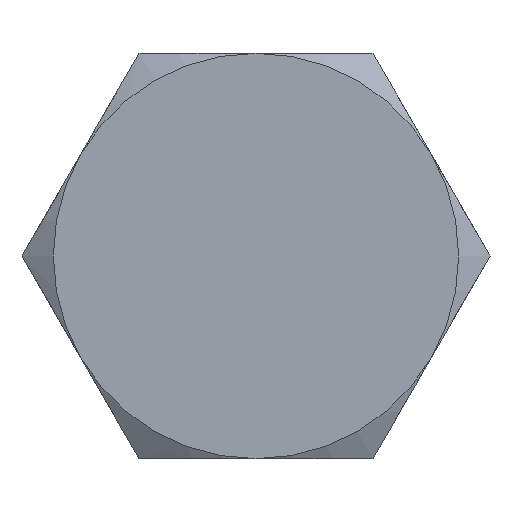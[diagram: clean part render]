
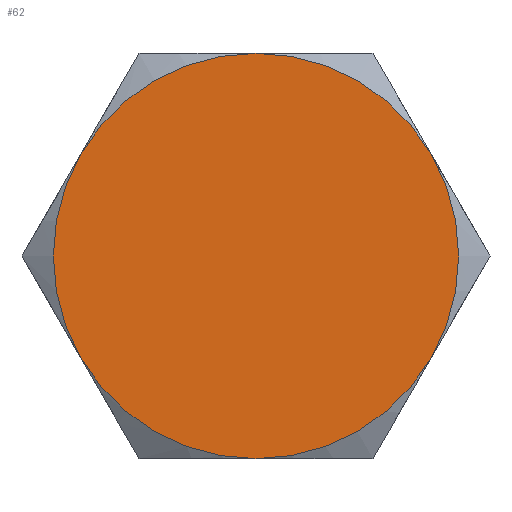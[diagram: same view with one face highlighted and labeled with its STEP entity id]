
A CAD part, left-side view. The second image highlights one B-rep face of the part: STEP entity #62.
In plain terms, the highlighted planar face has unit normal (-1, 0, 0).
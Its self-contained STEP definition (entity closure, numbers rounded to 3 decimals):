
#1=CARTESIAN_POINT('POINT1',(-10.,-12.99,
   -7.5));
#2=VERTEX_POINT('VERTEX1',#1);
#3=CARTESIAN_POINT('POINT2',(-10.,-12.99,
   7.5));
#4=VERTEX_POINT('VERTEX2',#3);
#5=CARTESIAN_POINT('POS1',(-10.,0.,
   0.));
#6=DIRECTION('DIR1',(-1.,0.,0.));
#7=DIRECTION('DIR2',(0.,-0.866,
   -0.5));
#8=AXIS2_PLACEMENT_3D('AXIS1',#5,#6,#7);
#9=CIRCLE('ELLIPSE1',#8,15.);
#10=EDGE_CURVE('EDGE1',#2,#4,#9,.T.);
#11=ORIENTED_EDGE('COEDGE1',*,*,#10,.T.);
#12=CARTESIAN_POINT('POINT3',(-10.,
   0.,15.));
#13=VERTEX_POINT('VERTEX3',#12);
#14=CARTESIAN_POINT('POS2',(-10.,0.,
   0.));
#15=DIRECTION('DIR3',(-1.,0.,0.));
#16=DIRECTION('DIR4',(0.,-0.866,
   0.5));
#17=AXIS2_PLACEMENT_3D('AXIS2',#14,#15,#16);
#18=CIRCLE('ELLIPSE2',#17,15.);
#19=EDGE_CURVE('EDGE2',#4,#13,#18,.T.);
#20=ORIENTED_EDGE('COEDGE2',*,*,#19,.T.);
#21=CARTESIAN_POINT('POINT4',(-10.,12.99,
   7.5));
#22=VERTEX_POINT('VERTEX4',#21);
#23=CARTESIAN_POINT('POS3',(-10.,0.,
   0.));
#24=DIRECTION('DIR5',(-1.,0.,0.));
#25=DIRECTION('DIR6',(0.,0.,1.));
#26=AXIS2_PLACEMENT_3D('AXIS3',#23,#24,#25);
#27=CIRCLE('ELLIPSE3',#26,15.);
#28=EDGE_CURVE('EDGE3',#13,#22,#27,.T.);
#29=ORIENTED_EDGE('COEDGE3',*,*,#28,.T.);
#30=CARTESIAN_POINT('POINT5',(-10.,12.99,
   -7.5));
#31=VERTEX_POINT('VERTEX5',#30);
#32=CARTESIAN_POINT('POS4',(-10.,0.,
   0.));
#33=DIRECTION('DIR7',(-1.,0.,0.));
#34=DIRECTION('DIR8',(0.,0.866,
   0.5));
#35=AXIS2_PLACEMENT_3D('AXIS4',#32,#33,#34);
#36=CIRCLE('ELLIPSE4',#35,15.);
#37=EDGE_CURVE('EDGE4',#22,#31,#36,.T.);
#38=ORIENTED_EDGE('COEDGE4',*,*,#37,.T.);
#39=CARTESIAN_POINT('POINT6',(-10.,0.,-15.)
   );
#40=VERTEX_POINT('VERTEX6',#39);
#41=CARTESIAN_POINT('POS5',(-10.,0.,
   0.));
#42=DIRECTION('DIR9',(-1.,0.,0.));
#43=DIRECTION('DIR10',(0.,0.866,
   -0.5));
#44=AXIS2_PLACEMENT_3D('AXIS5',#41,#42,#43);
#45=CIRCLE('ELLIPSE5',#44,15.);
#46=EDGE_CURVE('EDGE5',#31,#40,#45,.T.);
#47=ORIENTED_EDGE('COEDGE5',*,*,#46,.T.);
#48=CARTESIAN_POINT('POS6',(-10.,0.,
   0.));
#49=DIRECTION('DIR11',(-1.,0.,0.));
#50=DIRECTION('DIR12',(0.,0.,-1.));
#51=AXIS2_PLACEMENT_3D('AXIS6',#48,#49,#50);
#52=CIRCLE('ELLIPSE6',#51,15.);
#53=EDGE_CURVE('EDGE6',#40,#2,#52,.T.);
#54=ORIENTED_EDGE('COEDGE6',*,*,#53,.T.);
#55=EDGE_LOOP('NONE',(#11,#20,#29,#38,#47,#54));
#56=FACE_BOUND('LOOP1',#55,.T.);
#57=CARTESIAN_POINT('POS7',(-10.,0.,0.));
#58=DIRECTION('DIR13',(-1.,0.,0.));
#59=DIRECTION('DIR14',(0.,1.,0.));
#60=AXIS2_PLACEMENT_3D('AXIS7',#57,#58,#59);
#61=PLANE('PLANE1',#60);
#62=ADVANCED_FACE('FACE1',(#56),#61,.T.);
